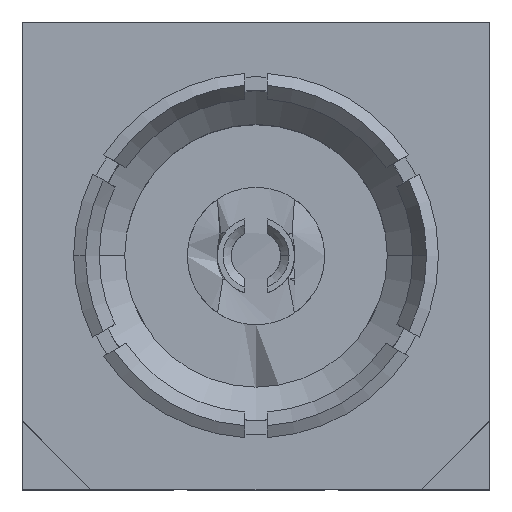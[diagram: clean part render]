
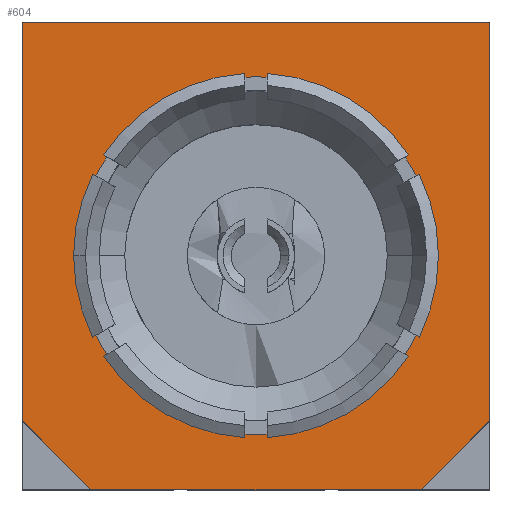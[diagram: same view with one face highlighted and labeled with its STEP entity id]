
A CAD part, top view. The second image highlights one B-rep face of the part: STEP entity #604.
In plain terms, the highlighted planar face has unit normal (0, 0, -1).
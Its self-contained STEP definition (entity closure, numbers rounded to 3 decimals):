
#283 = VERTEX_POINT('',#284);
#284 = CARTESIAN_POINT('',(2.159,2.159,2.46));
#338 = VERTEX_POINT('',#339);
#339 = CARTESIAN_POINT('',(-2.159,2.159,2.46));
#345 = EDGE_CURVE('',#338,#283,#346,.T.);
#346 = LINE('',#347,#348);
#347 = CARTESIAN_POINT('',(0.,2.159,2.46));
#348 = VECTOR('',#349,1.);
#349 = DIRECTION('',(1.,0.,0.));
#359 = EDGE_CURVE('',#283,#360,#362,.T.);
#360 = VERTEX_POINT('',#361);
#361 = CARTESIAN_POINT('',(2.159,-1.524,2.46));
#362 = LINE('',#363,#364);
#363 = CARTESIAN_POINT('',(2.159,0.,2.46));
#364 = VECTOR('',#365,1.);
#365 = DIRECTION('',(0.,-1.,0.));
#604 = ADVANCED_FACE('',(#605,#653),#687,.T.);
#605 = FACE_BOUND('',#606,.T.);
#606 = EDGE_LOOP('',(#607,#632));
#607 = ORIENTED_EDGE('',*,*,#608,.T.);
#608 = EDGE_CURVE('',#609,#611,#613,.T.);
#609 = VERTEX_POINT('',#610);
#610 = CARTESIAN_POINT('',(1.424,0.,2.46));
#611 = VERTEX_POINT('',#612);
#612 = CARTESIAN_POINT('',(-1.424,0.,2.46));
#613 = B_SPLINE_CURVE_WITH_KNOTS('',3,(#614,#615,#616,#617,#618,#619,
    #620,#621,#622,#623,#624,#625,#626,#627,#628,#629,#630,#631),
  .UNSPECIFIED.,.F.,.F.,(4,2,2,2,2,2,2,2,4),(0.,0.125,0.25,0.375,
    0.5,0.625,0.75,0.875,1.),.UNSPECIFIED.);
#614 = CARTESIAN_POINT('',(1.424,0.,2.46));
#615 = CARTESIAN_POINT('',(1.424,0.186,2.46));
#616 = CARTESIAN_POINT('',(1.386,0.373,2.46));
#617 = CARTESIAN_POINT('',(1.244,0.717,2.46));
#618 = CARTESIAN_POINT('',(1.138,0.875,2.46));
#619 = CARTESIAN_POINT('',(0.875,1.138,2.46));
#620 = CARTESIAN_POINT('',(0.717,1.244,2.46));
#621 = CARTESIAN_POINT('',(0.373,1.387,2.46));
#622 = CARTESIAN_POINT('',(0.186,1.424,2.46));
#623 = CARTESIAN_POINT('',(-0.186,1.424,2.46));
#624 = CARTESIAN_POINT('',(-0.374,1.386,2.46));
#625 = CARTESIAN_POINT('',(-0.716,1.245,2.46));
#626 = CARTESIAN_POINT('',(-0.875,1.138,2.46));
#627 = CARTESIAN_POINT('',(-1.138,0.875,2.46));
#628 = CARTESIAN_POINT('',(-1.244,0.717,2.46));
#629 = CARTESIAN_POINT('',(-1.387,0.373,2.46));
#630 = CARTESIAN_POINT('',(-1.424,0.187,2.46));
#631 = CARTESIAN_POINT('',(-1.424,0.,2.46));
#632 = ORIENTED_EDGE('',*,*,#633,.T.);
#633 = EDGE_CURVE('',#611,#609,#634,.T.);
#634 = B_SPLINE_CURVE_WITH_KNOTS('',3,(#635,#636,#637,#638,#639,#640,
    #641,#642,#643,#644,#645,#646,#647,#648,#649,#650,#651,#652),
  .UNSPECIFIED.,.F.,.F.,(4,2,2,2,2,2,2,2,4),(0.,0.125,0.25,0.375,
    0.5,0.625,0.75,0.875,1.),.UNSPECIFIED.);
#635 = CARTESIAN_POINT('',(-1.424,0.,2.46));
#636 = CARTESIAN_POINT('',(-1.424,-0.186,2.46));
#637 = CARTESIAN_POINT('',(-1.386,-0.373,2.46));
#638 = CARTESIAN_POINT('',(-1.244,-0.717,2.46));
#639 = CARTESIAN_POINT('',(-1.138,-0.875,2.46));
#640 = CARTESIAN_POINT('',(-0.875,-1.138,2.46));
#641 = CARTESIAN_POINT('',(-0.717,-1.244,2.46));
#642 = CARTESIAN_POINT('',(-0.373,-1.387,2.46));
#643 = CARTESIAN_POINT('',(-0.186,-1.424,2.46));
#644 = CARTESIAN_POINT('',(0.186,-1.424,2.46));
#645 = CARTESIAN_POINT('',(0.374,-1.386,2.46));
#646 = CARTESIAN_POINT('',(0.716,-1.245,2.46));
#647 = CARTESIAN_POINT('',(0.875,-1.138,2.46));
#648 = CARTESIAN_POINT('',(1.138,-0.875,2.46));
#649 = CARTESIAN_POINT('',(1.244,-0.717,2.46));
#650 = CARTESIAN_POINT('',(1.387,-0.373,2.46));
#651 = CARTESIAN_POINT('',(1.424,-0.187,2.46));
#652 = CARTESIAN_POINT('',(1.424,0.,2.46));
#653 = FACE_BOUND('',#654,.T.);
#654 = EDGE_LOOP('',(#655,#663,#671,#679,#685,#686));
#655 = ORIENTED_EDGE('',*,*,#656,.T.);
#656 = EDGE_CURVE('',#360,#657,#659,.T.);
#657 = VERTEX_POINT('',#658);
#658 = CARTESIAN_POINT('',(1.524,-2.159,2.46));
#659 = LINE('',#660,#661);
#660 = CARTESIAN_POINT('',(2.159,-1.524,2.46));
#661 = VECTOR('',#662,1.);
#662 = DIRECTION('',(-0.707,-0.707,
    0.));
#663 = ORIENTED_EDGE('',*,*,#664,.T.);
#664 = EDGE_CURVE('',#657,#665,#667,.T.);
#665 = VERTEX_POINT('',#666);
#666 = CARTESIAN_POINT('',(-1.524,-2.159,2.46));
#667 = LINE('',#668,#669);
#668 = CARTESIAN_POINT('',(0.,-2.159,2.46));
#669 = VECTOR('',#670,1.);
#670 = DIRECTION('',(-1.,0.,0.));
#671 = ORIENTED_EDGE('',*,*,#672,.F.);
#672 = EDGE_CURVE('',#673,#665,#675,.T.);
#673 = VERTEX_POINT('',#674);
#674 = CARTESIAN_POINT('',(-2.159,-1.524,2.46));
#675 = LINE('',#676,#677);
#676 = CARTESIAN_POINT('',(-1.842,-1.842,2.46));
#677 = VECTOR('',#678,1.);
#678 = DIRECTION('',(0.707,-0.707,0.
    ));
#679 = ORIENTED_EDGE('',*,*,#680,.T.);
#680 = EDGE_CURVE('',#673,#338,#681,.T.);
#681 = LINE('',#682,#683);
#682 = CARTESIAN_POINT('',(-2.159,0.,2.46));
#683 = VECTOR('',#684,1.);
#684 = DIRECTION('',(0.,1.,0.));
#685 = ORIENTED_EDGE('',*,*,#345,.T.);
#686 = ORIENTED_EDGE('',*,*,#359,.T.);
#687 = PLANE('',#688);
#688 = AXIS2_PLACEMENT_3D('',#689,#690,#691);
#689 = CARTESIAN_POINT('',(2.245,-2.245,2.46));
#690 = DIRECTION('',(0.,0.,-1.));
#691 = DIRECTION('',(-1.,0.,0.));
